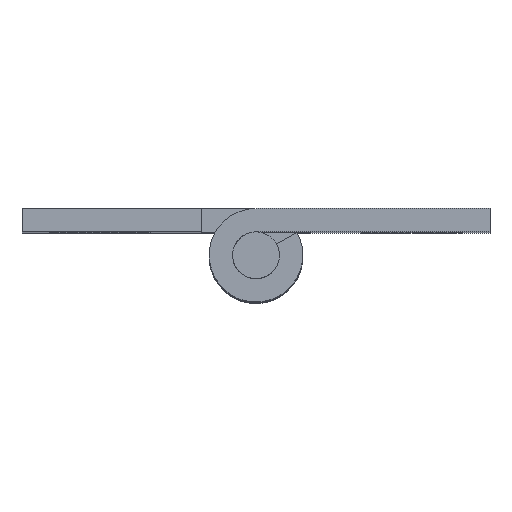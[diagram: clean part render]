
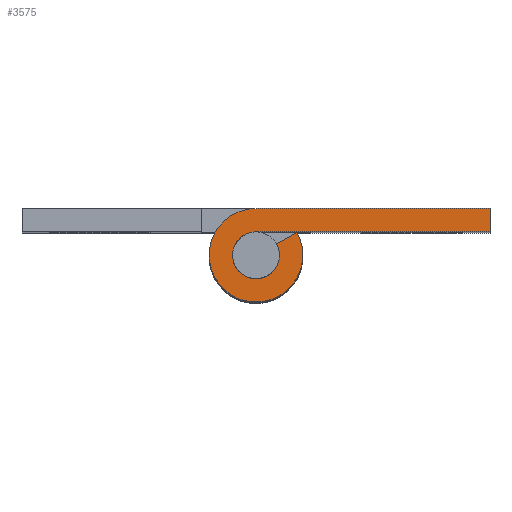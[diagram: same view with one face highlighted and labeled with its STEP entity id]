
A CAD part, top view. The second image highlights one B-rep face of the part: STEP entity #3575.
In plain terms, the highlighted free-form (B-spline) face has degree [1, 1] with [2, 2] control points.
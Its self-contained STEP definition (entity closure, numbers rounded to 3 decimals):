
#3498=CARTESIAN_POINT('',(-3.899,-3.299,58.0));
#3499=CARTESIAN_POINT('',(15.899,-3.299,58.0));
#3500=CARTESIAN_POINT('',(-3.899,3.3,58.0));
#3501=CARTESIAN_POINT('',(15.899,3.3,58.0));
#3502=B_SPLINE_SURFACE_WITH_KNOTS('',1,1,((#3498,#3500),(#3499,#3501)),.UNSPECIFIED.,.F.,.F.,.U.,(2,2),(2,2),(0.0,19.798),(0.0,6.599),.UNSPECIFIED.);
#3503=CARTESIAN_POINT('',(0.,1.5,58.0));
#3504=VERTEX_POINT('',#3503);
#3505=CARTESIAN_POINT('',(15.0,1.5,58.0));
#3506=VERTEX_POINT('',#3505);
#3507=CARTESIAN_POINT('',(0.,1.5,58.0));
#3508=CARTESIAN_POINT('',(15.0,1.5,58.0));
#3509=QUASI_UNIFORM_CURVE('',1,(#3507,#3508),.UNSPECIFIED.,.F.,.U.);
#3510=EDGE_CURVE('',#3504,#3506,#3509,.T.);
#3511=ORIENTED_EDGE('',*,*,#3510,.T.);
#3512=CARTESIAN_POINT('',(15.0,3.0,58.0));
#3513=VERTEX_POINT('',#3512);
#3514=CARTESIAN_POINT('',(15.0,1.5,58.0));
#3515=CARTESIAN_POINT('',(15.0,3.0,58.0));
#3516=QUASI_UNIFORM_CURVE('',1,(#3514,#3515),.UNSPECIFIED.,.F.,.U.);
#3517=EDGE_CURVE('',#3506,#3513,#3516,.T.);
#3518=ORIENTED_EDGE('',*,*,#3517,.T.);
#3519=CARTESIAN_POINT('',(0.0,3.0,58.0));
#3520=VERTEX_POINT('',#3519);
#3521=CARTESIAN_POINT('',(15.0,3.0,58.0));
#3522=CARTESIAN_POINT('',(0.0,3.0,58.0));
#3523=QUASI_UNIFORM_CURVE('',1,(#3521,#3522),.UNSPECIFIED.,.F.,.U.);
#3524=EDGE_CURVE('',#3513,#3520,#3523,.T.);
#3525=ORIENTED_EDGE('',*,*,#3524,.T.);
#3526=CARTESIAN_POINT('',(2.626,1.45,58.0));
#3527=VERTEX_POINT('',#3526);
#3528=CARTESIAN_POINT('',(2.626,1.45,58.0));
#3529=CARTESIAN_POINT('',(3.733,-0.555,58.0));
#3530=CARTESIAN_POINT('',(2.091,-2.152,58.0));
#3531=CARTESIAN_POINT('',(0.448,-3.748,58.0));
#3532=CARTESIAN_POINT('',(-1.525,-2.584,58.0));
#3533=CARTESIAN_POINT('',(-3.497,-1.419,58.0));
#3534=CARTESIAN_POINT('',(-2.894,0.79,58.0));
#3535=CARTESIAN_POINT('',(-2.291,3.,58.0));
#3536=CARTESIAN_POINT('',(0.0,3.0,58.0));
#3544=(BOUNDED_CURVE()B_SPLINE_CURVE(2,(#3528,#3529,#3530,#3531,#3532,#3533,#3534,#3535,#3536),.UNSPECIFIED.,.F.,.U.)B_SPLINE_CURVE_WITH_KNOTS((3,2,2,2,3),(0.0,0.25,0.5,0.75,1.0),.UNSPECIFIED.)CURVE()GEOMETRIC_REPRESENTATION_ITEM()RATIONAL_B_SPLINE_CURVE((1.0,0.795,1.0,0.795,1.0,0.795,1.0,0.795,1.0))REPRESENTATION_ITEM(''));
#3545=EDGE_CURVE('',#3527,#3520,#3544,.T.);
#3546=ORIENTED_EDGE('',*,*,#3545,.F.);
#3547=CARTESIAN_POINT('',(1.313,0.725,58.0));
#3548=VERTEX_POINT('',#3547);
#3549=CARTESIAN_POINT('',(2.626,1.45,58.0));
#3550=CARTESIAN_POINT('',(1.313,0.725,58.0));
#3551=QUASI_UNIFORM_CURVE('',1,(#3549,#3550),.UNSPECIFIED.,.F.,.U.);
#3552=EDGE_CURVE('',#3527,#3548,#3551,.T.);
#3553=ORIENTED_EDGE('',*,*,#3552,.T.);
#3554=CARTESIAN_POINT('',(1.313,0.725,58.0));
#3555=CARTESIAN_POINT('',(1.867,-0.278,58.0));
#3556=CARTESIAN_POINT('',(1.045,-1.076,58.0));
#3557=CARTESIAN_POINT('',(0.224,-1.874,58.0));
#3558=CARTESIAN_POINT('',(-0.762,-1.292,58.0));
#3559=CARTESIAN_POINT('',(-1.749,-0.71,58.0));
#3560=CARTESIAN_POINT('',(-1.447,0.395,58.0));
#3561=CARTESIAN_POINT('',(-1.145,1.5,58.0));
#3562=CARTESIAN_POINT('',(0.0,1.5,58.0));
#3570=(BOUNDED_CURVE()B_SPLINE_CURVE(2,(#3554,#3555,#3556,#3557,#3558,#3559,#3560,#3561,#3562),.UNSPECIFIED.,.F.,.U.)B_SPLINE_CURVE_WITH_KNOTS((3,2,2,2,3),(0.0,0.25,0.5,0.75,1.0),.UNSPECIFIED.)CURVE()GEOMETRIC_REPRESENTATION_ITEM()RATIONAL_B_SPLINE_CURVE((1.0,0.795,1.0,0.795,1.0,0.795,1.0,0.795,1.0))REPRESENTATION_ITEM(''));
#3571=EDGE_CURVE('',#3548,#3504,#3570,.T.);
#3572=ORIENTED_EDGE('',*,*,#3571,.T.);
#3573=EDGE_LOOP('',(#3511,#3518,#3525,#3546,#3553,#3572));
#3574=FACE_OUTER_BOUND('',#3573,.T.);
#3575=ADVANCED_FACE('',(#3574),#3502,.T.);
